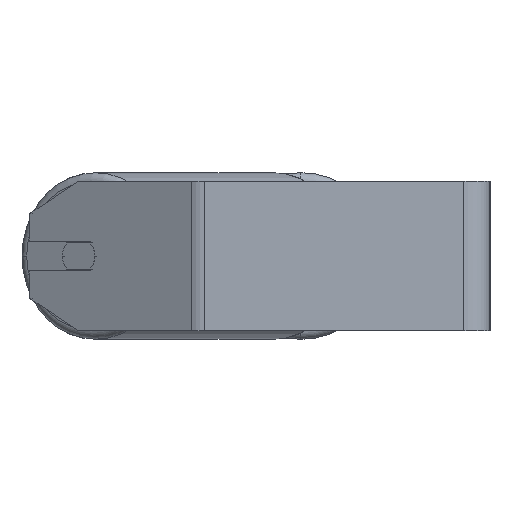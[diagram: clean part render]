
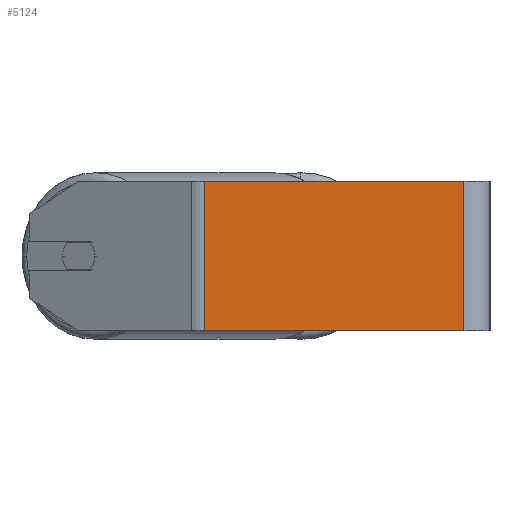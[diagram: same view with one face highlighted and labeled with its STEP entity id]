
A CAD part, left-side view. The second image highlights one B-rep face of the part: STEP entity #5124.
In plain terms, the highlighted planar face has unit normal (-1, 0, 0).
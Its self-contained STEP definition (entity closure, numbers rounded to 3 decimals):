
#447 = DIRECTION ( 'NONE',  ( 1., 0., 0. ) ) ;
#844 = VERTEX_POINT ( 'NONE', #8299 ) ;
#946 = CARTESIAN_POINT ( 'NONE',  ( -360., 156.112, 40. ) ) ;
#1250 = EDGE_CURVE ( 'NONE', #3173, #844, #3086, .T. ) ;
#1337 = CARTESIAN_POINT ( 'NONE',  ( -360., 14., 40. ) ) ;
#1749 = ORIENTED_EDGE ( 'NONE', *, *, #2415, .T. ) ;
#1769 = PLANE ( 'NONE',  #5499 ) ;
#1942 = VERTEX_POINT ( 'NONE', #2488 ) ;
#2323 = CARTESIAN_POINT ( 'NONE',  ( -360., 156.112, 40. ) ) ;
#2415 = EDGE_CURVE ( 'NONE', #1942, #7632, #8323, .T. ) ;
#2488 = CARTESIAN_POINT ( 'NONE',  ( -360., 152.36, 40. ) ) ;
#3086 = LINE ( 'NONE', #1337, #5540 ) ;
#3173 = VERTEX_POINT ( 'NONE', #7498 ) ;
#3425 = DIRECTION ( 'NONE',  ( 0., -1., 0. ) ) ;
#3549 = DIRECTION ( 'NONE',  ( 0., -1., 0. ) ) ;
#3776 = EDGE_CURVE ( 'NONE', #1942, #3173, #3977, .T. ) ;
#3977 = LINE ( 'NONE', #946, #7309 ) ;
#4063 = CARTESIAN_POINT ( 'NONE',  ( -360., 156.112, -40. ) ) ;
#4368 = DIRECTION ( 'NONE',  ( 0., 0., -1. ) ) ;
#4787 = LINE ( 'NONE', #4063, #5663 ) ;
#4877 = ORIENTED_EDGE ( 'NONE', *, *, #1250, .F. ) ;
#5124 = ADVANCED_FACE ( 'NONE', ( #5609 ), #1769, .F. ) ;
#5499 = AXIS2_PLACEMENT_3D ( 'NONE', #2323, #447, #4368 ) ;
#5540 = VECTOR ( 'NONE', #7122, 1000. ) ;
#5609 = FACE_OUTER_BOUND ( 'NONE', #7789, .T. ) ;
#5663 = VECTOR ( 'NONE', #3425, 1000. ) ;
#6125 = CARTESIAN_POINT ( 'NONE',  ( -360., 152.36, -40. ) ) ;
#6237 = VECTOR ( 'NONE', #7726, 1000. ) ;
#6249 = CARTESIAN_POINT ( 'NONE',  ( -360., 152.36, 40. ) ) ;
#6989 = EDGE_CURVE ( 'NONE', #7632, #844, #4787, .T. ) ;
#7122 = DIRECTION ( 'NONE',  ( 0., 0., -1. ) ) ;
#7309 = VECTOR ( 'NONE', #3549, 1000. ) ;
#7498 = CARTESIAN_POINT ( 'NONE',  ( -360., 14., 40. ) ) ;
#7632 = VERTEX_POINT ( 'NONE', #6125 ) ;
#7726 = DIRECTION ( 'NONE',  ( 0., 0., -1. ) ) ;
#7789 = EDGE_LOOP ( 'NONE', ( #7923, #4877, #7919, #1749 ) ) ;
#7919 = ORIENTED_EDGE ( 'NONE', *, *, #3776, .F. ) ;
#7923 = ORIENTED_EDGE ( 'NONE', *, *, #6989, .T. ) ;
#8299 = CARTESIAN_POINT ( 'NONE',  ( -360., 14., -40. ) ) ;
#8323 = LINE ( 'NONE', #6249, #6237 ) ;
